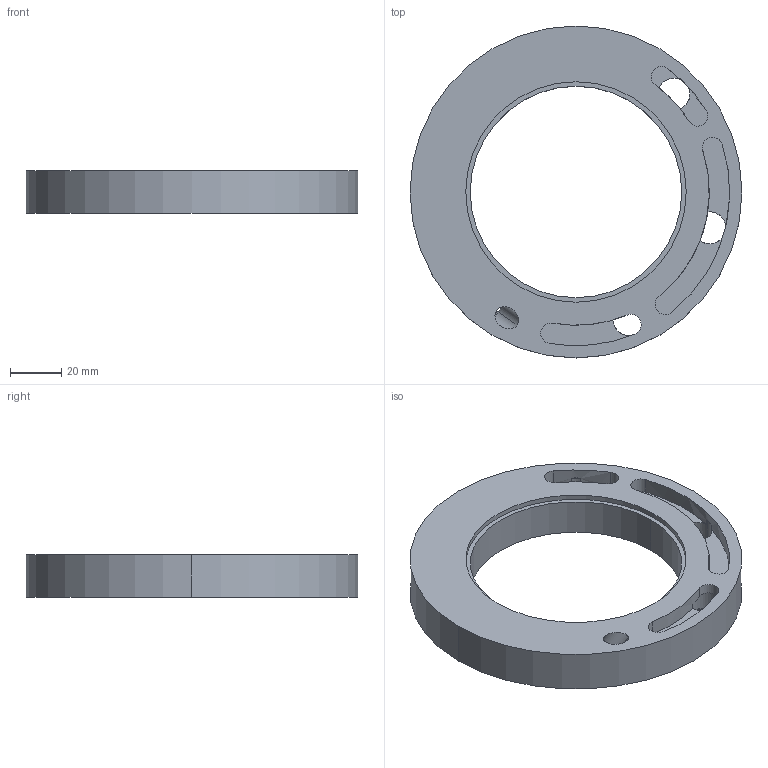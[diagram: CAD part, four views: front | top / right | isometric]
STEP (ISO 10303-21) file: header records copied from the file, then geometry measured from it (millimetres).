
FILE_DESCRIPTION((''),'2;1');
FILE_NAME('604610800','2017-05-22T',('WX'),(''),'CREO PARAMETRIC BY PTC INC, 2015480','CREO PARAMETRIC BY PTC INC, 2015480','');
FILE_SCHEMA(('CONFIG_CONTROL_DESIGN'));
Length unit declared in the file: millimetre
Products named in the file (1): 604610800
Bounding box: 129.5 x 129.5 x 16.5 mm (x, y, z)
Volume: 113460.6 mm3; surface area: 30192.7 mm2
Topology: 1 solids, 1 shells, 55 faces, 144 edges, 96 vertices
Faces by surface type: cylinder 36, plane 19
Entity records: 1843 total; most frequent: CARTESIAN_POINT 345, DIRECTION 338, ORIENTED_EDGE 288, AXIS2_PLACEMENT_3D 146, EDGE_CURVE 144, VERTEX_POINT 96, CIRCLE 91, EDGE_LOOP 70
